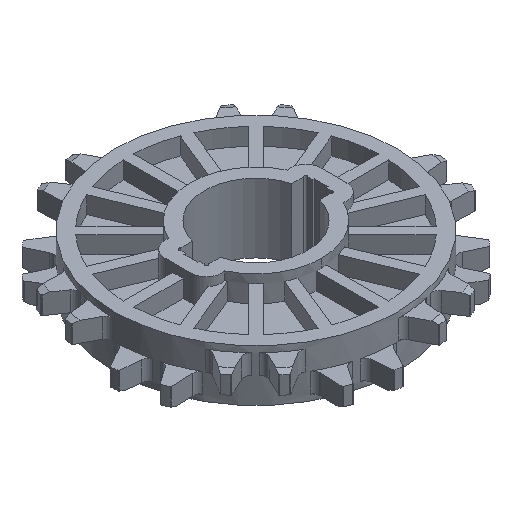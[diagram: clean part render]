
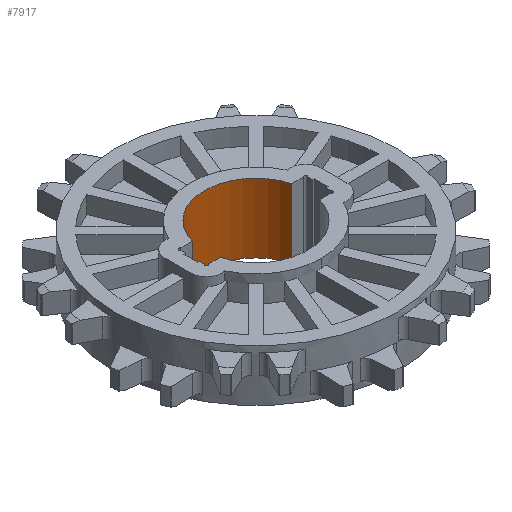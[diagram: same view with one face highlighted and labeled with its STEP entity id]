
A CAD part, isometric view. The second image highlights one B-rep face of the part: STEP entity #7917.
In plain terms, the highlighted cylindrical face has radius 15 mm (diameter 30 mm), a partial arc.
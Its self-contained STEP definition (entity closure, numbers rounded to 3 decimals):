
#158 = CARTESIAN_POINT ( 'NONE',  ( 14.443, 4.05, 55.797 ) ) ;
#169 = FACE_OUTER_BOUND ( 'NONE', #3171, .T. ) ;
#469 = CIRCLE ( 'NONE', #1833, 15. ) ;
#720 = EDGE_CURVE ( 'NONE', #13053, #4740, #10216, .T. ) ;
#978 = CYLINDRICAL_SURFACE ( 'NONE', #5269, 15. ) ;
#1089 = ORIENTED_EDGE ( 'NONE', *, *, #1510, .T. ) ;
#1348 = DIRECTION ( 'NONE',  ( 1., 0., 0. ) ) ;
#1510 = EDGE_CURVE ( 'NONE', #13053, #6733, #469, .T. ) ;
#1833 = AXIS2_PLACEMENT_3D ( 'NONE', #12669, #7104, #1348 ) ;
#2032 = CARTESIAN_POINT ( 'NONE',  ( 14.443, 4.05, -10. ) ) ;
#2325 = VECTOR ( 'NONE', #11243, 1000. ) ;
#3171 = EDGE_LOOP ( 'NONE', ( #13131, #1089, #13740, #14429 ) ) ;
#3495 = EDGE_CURVE ( 'NONE', #6733, #8786, #9110, .T. ) ;
#3556 = DIRECTION ( 'NONE',  ( -1., 0., 0. ) ) ;
#4515 = VECTOR ( 'NONE', #4932, 1000. ) ;
#4662 = CARTESIAN_POINT ( 'NONE',  ( 0., 0., 55.797 ) ) ;
#4740 = VERTEX_POINT ( 'NONE', #2032 ) ;
#4932 = DIRECTION ( 'NONE',  ( 0., 0., -1. ) ) ;
#5269 = AXIS2_PLACEMENT_3D ( 'NONE', #4662, #13610, #3556 ) ;
#5286 = CARTESIAN_POINT ( 'NONE',  ( 0., 0., -10. ) ) ;
#5607 = CARTESIAN_POINT ( 'NONE',  ( -14.443, 4.05, 10. ) ) ;
#6605 = CARTESIAN_POINT ( 'NONE',  ( -14.443, 4.05, -10. ) ) ;
#6733 = VERTEX_POINT ( 'NONE', #5607 ) ;
#6906 = DIRECTION ( 'NONE',  ( 1., 0., 0. ) ) ;
#7104 = DIRECTION ( 'NONE',  ( 0., 0., 1. ) ) ;
#7917 = ADVANCED_FACE ( 'NONE', ( #169 ), #978, .F. ) ;
#8786 = VERTEX_POINT ( 'NONE', #6605 ) ;
#9110 = LINE ( 'NONE', #11675, #4515 ) ;
#10001 = CARTESIAN_POINT ( 'NONE',  ( 14.443, 4.05, 10. ) ) ;
#10216 = LINE ( 'NONE', #158, #2325 ) ;
#11243 = DIRECTION ( 'NONE',  ( 0., 0., -1. ) ) ;
#11675 = CARTESIAN_POINT ( 'NONE',  ( -14.443, 4.05, 55.797 ) ) ;
#11854 = AXIS2_PLACEMENT_3D ( 'NONE', #5286, #14239, #6906 ) ;
#12317 = CIRCLE ( 'NONE', #11854, 15. ) ;
#12669 = CARTESIAN_POINT ( 'NONE',  ( 0., 0., 10. ) ) ;
#13053 = VERTEX_POINT ( 'NONE', #10001 ) ;
#13131 = ORIENTED_EDGE ( 'NONE', *, *, #720, .F. ) ;
#13456 = EDGE_CURVE ( 'NONE', #4740, #8786, #12317, .T. ) ;
#13610 = DIRECTION ( 'NONE',  ( 0., 0., -1. ) ) ;
#13740 = ORIENTED_EDGE ( 'NONE', *, *, #3495, .T. ) ;
#14239 = DIRECTION ( 'NONE',  ( 0., 0., 1. ) ) ;
#14429 = ORIENTED_EDGE ( 'NONE', *, *, #13456, .F. ) ;
